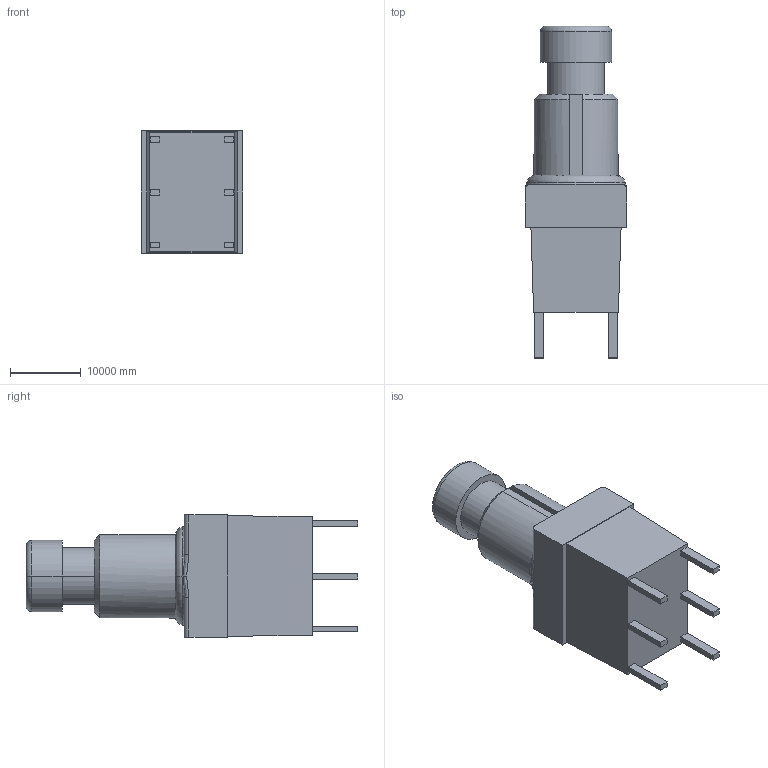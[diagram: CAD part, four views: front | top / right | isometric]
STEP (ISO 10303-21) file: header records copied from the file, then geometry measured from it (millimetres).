
FILE_DESCRIPTION((''),'2;1');
FILE_NAME('STOMP_SWITCH-RESIZED','2013-04-22T',('paul.smith'),(''),'PRO/ENGINEER BY PARAMETRIC TECHNOLOGY CORPORATION, 2012060','PRO/ENGINEER BY PARAMETRIC TECHNOLOGY CORPORATION, 2012060','');
FILE_SCHEMA(('CONFIG_CONTROL_DESIGN'));
Length unit declared in the file: metre
Products named in the file (1): STOMP_SWITCH-RESIZED
Bounding box: 14249.4 x 46746.16 x 17208.5 mm (x, y, z)
Volume: 6036853836415.6 mm3; surface area: 2477935815.7 mm2
Topology: 1 solids, 1 shells, 69 faces, 160 edges, 102 vertices
Faces by surface type: plane 49, cylinder 9, torus 6, bspline 4, cone 1
Entity records: 2245 total; most frequent: CARTESIAN_POINT 639, ORIENTED_EDGE 320, DIRECTION 314, EDGE_CURVE 160, VECTOR 114, LINE 114, VERTEX_POINT 102, AXIS2_PLACEMENT_3D 100
